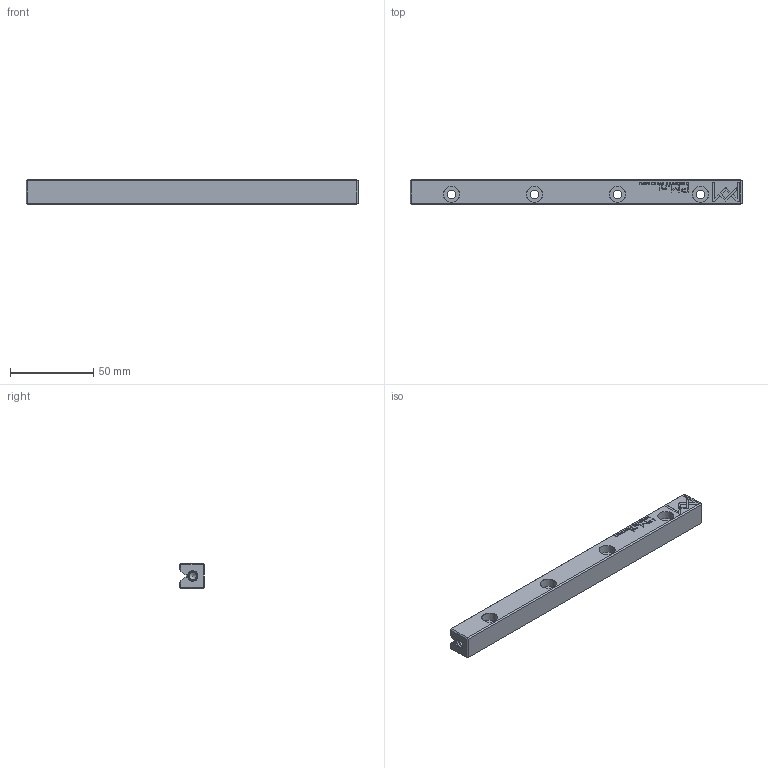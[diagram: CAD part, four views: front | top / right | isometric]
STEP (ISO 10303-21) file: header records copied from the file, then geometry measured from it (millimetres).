
FILE_DESCRIPTION(/* description */ (''),/* implementation_level */ '2;1');
FILE_NAME(/* name */ 'Rail RSDE-6200.stp',/* time_stamp */ '2024-11-14T08:31:46+01:00',/* author */ (''),/* organization */ (''),/* preprocessor_version */ 'ST-DEVELOPER v16.7',/* originating_system */ 'SIEMENS PLM Software NX 12.0',/* authorisation */ '');
FILE_SCHEMA (('AUTOMOTIVE_DESIGN { 1 0 10303 214 3 1 1 1 }'));
Length unit declared in the file: millimetre
Products named in the file (1): Rail RSDE-6200_step_stp
Bounding box: 200 x 14.9 x 15 mm (x, y, z)
Volume: 38749.6 mm3; surface area: 14405.2 mm2
Topology: 1 solids, 1 shells, 345 faces, 912 edges, 606 vertices
Faces by surface type: plane 229, bspline 90, cone 14, cylinder 12
Full cylindrical faces by diameter (mm): 4.351 x2, 5.188 x4, 5.2 x2, 9.5 x4
Entity records: 12870 total; most frequent: CARTESIAN_POINT 3058, ORIENTED_EDGE 1748, DIRECTION 1240, EDGE_CURVE 874, LINE 660, VECTOR 660, VERTEX_POINT 596, EDGE_LOOP 416
